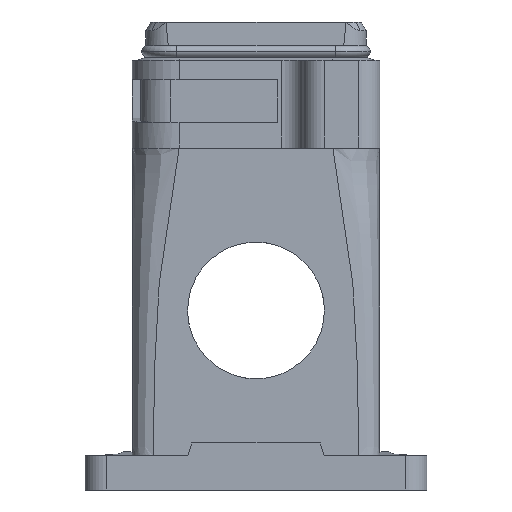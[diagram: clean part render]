
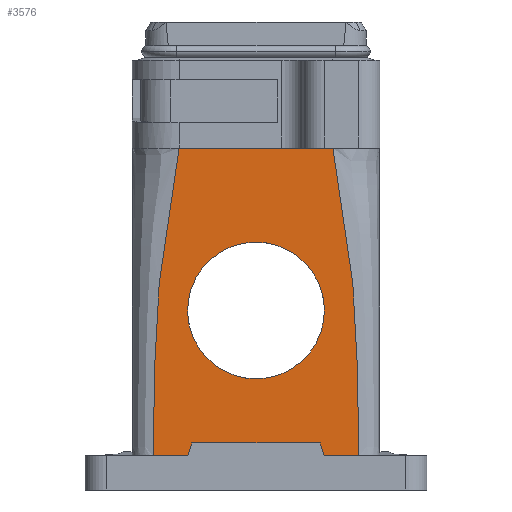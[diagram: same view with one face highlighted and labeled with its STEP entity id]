
A CAD part, front view. The second image highlights one B-rep face of the part: STEP entity #3576.
In plain terms, the highlighted planar face has unit normal (0, -1, 0).
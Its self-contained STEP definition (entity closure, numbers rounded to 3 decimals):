
#3289=AXIS2_PLACEMENT_3D('Circle Axis2P3D',#3287,#3288,$) ;
#3477=AXIS2_PLACEMENT_3D('Plane Axis2P3D',#3474,#3475,#3476) ;
#3569=AXIS2_PLACEMENT_3D('Circle Axis2P3D',#3567,#3568,$) ;
#2641=CARTESIAN_POINT('Vertex',(16.,29.5,8.)) ;
#2645=CARTESIAN_POINT('Control Point',(22.,29.5,80.)) ;
#2646=CARTESIAN_POINT('Control Point',(22.,29.5,79.692)) ;
#2647=CARTESIAN_POINT('Control Point',(22.,29.5,79.387)) ;
#2648=CARTESIAN_POINT('Control Point',(21.999,29.5,79.098)) ;
#2649=CARTESIAN_POINT('Control Point',(21.993,29.5,78.474)) ;
#2650=CARTESIAN_POINT('Control Point',(21.978,29.5,77.849)) ;
#2651=CARTESIAN_POINT('Control Point',(21.967,29.5,77.532)) ;
#2652=CARTESIAN_POINT('Control Point',(21.9,29.5,76.111)) ;
#2653=CARTESIAN_POINT('Control Point',(21.752,29.5,74.694)) ;
#2654=CARTESIAN_POINT('Control Point',(21.578,29.5,73.597)) ;
#2655=CARTESIAN_POINT('Control Point',(21.17,29.5,71.575)) ;
#2656=CARTESIAN_POINT('Control Point',(20.67,29.5,69.567)) ;
#2657=CARTESIAN_POINT('Control Point',(20.431,29.5,68.644)) ;
#2658=CARTESIAN_POINT('Control Point',(19.976,29.5,66.856)) ;
#2659=CARTESIAN_POINT('Control Point',(19.567,29.5,65.061)) ;
#2660=CARTESIAN_POINT('Control Point',(19.386,29.5,64.191)) ;
#2661=CARTESIAN_POINT('Control Point',(19.126,29.5,62.781)) ;
#2662=CARTESIAN_POINT('Control Point',(18.895,29.5,61.369)) ;
#2663=CARTESIAN_POINT('Control Point',(18.816,29.5,60.875)) ;
#2664=CARTESIAN_POINT('Control Point',(18.652,29.5,59.807)) ;
#2665=CARTESIAN_POINT('Control Point',(18.499,29.5,58.737)) ;
#2666=CARTESIAN_POINT('Control Point',(18.426,29.5,58.206)) ;
#2667=CARTESIAN_POINT('Control Point',(17.469,29.5,51.049)) ;
#2668=CARTESIAN_POINT('Control Point',(16.927,29.5,43.855)) ;
#2669=CARTESIAN_POINT('Control Point',(16.528,29.5,37.157)) ;
#2670=CARTESIAN_POINT('Control Point',(16.152,29.5,27.47)) ;
#2671=CARTESIAN_POINT('Control Point',(16.022,29.5,17.78)) ;
#2672=CARTESIAN_POINT('Control Point',(16.003,29.5,14.755)) ;
#2673=CARTESIAN_POINT('Control Point',(16.,29.5,11.607)) ;
#2674=CARTESIAN_POINT('Control Point',(16.,29.5,8.458)) ;
#2675=CARTESIAN_POINT('Control Point',(16.,29.5,8.322)) ;
#2676=CARTESIAN_POINT('Control Point',(16.,29.5,8.17)) ;
#2677=CARTESIAN_POINT('Control Point',(16.,29.5,8.)) ;
#2678=CARTESIAN_POINT('Vertex',(22.,29.499,80.)) ;
#3284=CARTESIAN_POINT('Vertex',(25.959,29.5,49.671)) ;
#3287=CARTESIAN_POINT('Axis2P3D Location',(40.,29.5,42.)) ;
#3291=CARTESIAN_POINT('Vertex',(54.041,29.5,34.329)) ;
#3435=CARTESIAN_POINT('Vertex',(24.063,29.5,8.)) ;
#3438=CARTESIAN_POINT('Line Origine',(20.031,29.5,8.)) ;
#3474=CARTESIAN_POINT('Axis2P3D Location',(69.,29.5,8.)) ;
#3479=CARTESIAN_POINT('Line Origine',(24.531,29.5,9.5)) ;
#3483=CARTESIAN_POINT('Vertex',(25.,29.5,11.)) ;
#3486=CARTESIAN_POINT('Line Origine',(40.,29.5,11.)) ;
#3490=CARTESIAN_POINT('Vertex',(55.,29.5,11.)) ;
#3493=CARTESIAN_POINT('Line Origine',(55.469,29.5,9.5)) ;
#3497=CARTESIAN_POINT('Vertex',(55.938,29.5,8.)) ;
#3500=CARTESIAN_POINT('Line Origine',(59.969,29.5,8.)) ;
#3504=CARTESIAN_POINT('Vertex',(64.,29.5,8.)) ;
#3508=CARTESIAN_POINT('Control Point',(58.,29.5,80.)) ;
#3509=CARTESIAN_POINT('Control Point',(58.,29.5,79.692)) ;
#3510=CARTESIAN_POINT('Control Point',(58.,29.5,79.387)) ;
#3511=CARTESIAN_POINT('Control Point',(58.001,29.5,79.098)) ;
#3512=CARTESIAN_POINT('Control Point',(58.007,29.5,78.474)) ;
#3513=CARTESIAN_POINT('Control Point',(58.022,29.5,77.849)) ;
#3514=CARTESIAN_POINT('Control Point',(58.033,29.5,77.532)) ;
#3515=CARTESIAN_POINT('Control Point',(58.1,29.5,76.111)) ;
#3516=CARTESIAN_POINT('Control Point',(58.248,29.5,74.694)) ;
#3517=CARTESIAN_POINT('Control Point',(58.422,29.5,73.597)) ;
#3518=CARTESIAN_POINT('Control Point',(58.83,29.5,71.575)) ;
#3519=CARTESIAN_POINT('Control Point',(59.33,29.5,69.567)) ;
#3520=CARTESIAN_POINT('Control Point',(59.569,29.5,68.644)) ;
#3521=CARTESIAN_POINT('Control Point',(60.024,29.5,66.856)) ;
#3522=CARTESIAN_POINT('Control Point',(60.433,29.5,65.061)) ;
#3523=CARTESIAN_POINT('Control Point',(60.614,29.5,64.191)) ;
#3524=CARTESIAN_POINT('Control Point',(60.874,29.5,62.781)) ;
#3525=CARTESIAN_POINT('Control Point',(61.105,29.5,61.369)) ;
#3526=CARTESIAN_POINT('Control Point',(61.184,29.5,60.875)) ;
#3527=CARTESIAN_POINT('Control Point',(61.348,29.5,59.807)) ;
#3528=CARTESIAN_POINT('Control Point',(61.501,29.5,58.737)) ;
#3529=CARTESIAN_POINT('Control Point',(61.574,29.5,58.206)) ;
#3530=CARTESIAN_POINT('Control Point',(62.531,29.5,51.049)) ;
#3531=CARTESIAN_POINT('Control Point',(63.073,29.5,43.855)) ;
#3532=CARTESIAN_POINT('Control Point',(63.472,29.5,37.157)) ;
#3533=CARTESIAN_POINT('Control Point',(63.848,29.5,27.47)) ;
#3534=CARTESIAN_POINT('Control Point',(63.978,29.5,17.78)) ;
#3535=CARTESIAN_POINT('Control Point',(63.997,29.5,14.755)) ;
#3536=CARTESIAN_POINT('Control Point',(64.,29.5,11.607)) ;
#3537=CARTESIAN_POINT('Control Point',(64.,29.5,8.458)) ;
#3538=CARTESIAN_POINT('Control Point',(64.,29.5,8.322)) ;
#3539=CARTESIAN_POINT('Control Point',(64.,29.5,8.17)) ;
#3540=CARTESIAN_POINT('Control Point',(64.,29.5,8.)) ;
#3541=CARTESIAN_POINT('Vertex',(58.,29.5,80.)) ;
#3544=CARTESIAN_POINT('Line Origine',(52.,29.5,80.)) ;
#3548=CARTESIAN_POINT('Vertex',(46.,29.499,80.)) ;
#3551=CARTESIAN_POINT('Line Origine',(34.,29.5,80.)) ;
#3567=CARTESIAN_POINT('Axis2P3D Location',(40.,29.5,42.)) ;
#3288=DIRECTION('Axis2P3D Direction',(-0.,1.,0.)) ;
#3439=DIRECTION('Vector Direction',(-1.,0.,0.)) ;
#3475=DIRECTION('Axis2P3D Direction',(0.,1.,0.)) ;
#3476=DIRECTION('Axis2P3D XDirection',(-1.,0.,0.)) ;
#3480=DIRECTION('Vector Direction',(0.298,0.,0.954)) ;
#3487=DIRECTION('Vector Direction',(1.,0.,0.)) ;
#3494=DIRECTION('Vector Direction',(-0.298,0.,0.954)) ;
#3501=DIRECTION('Vector Direction',(-1.,0.,0.)) ;
#3545=DIRECTION('Vector Direction',(-1.,0.,0.)) ;
#3552=DIRECTION('Vector Direction',(-1.,0.,0.)) ;
#3568=DIRECTION('Axis2P3D Direction',(0.,1.,0.)) ;
#3440=VECTOR('Line Direction',#3439,1.) ;
#3481=VECTOR('Line Direction',#3480,1.) ;
#3488=VECTOR('Line Direction',#3487,1.) ;
#3495=VECTOR('Line Direction',#3494,1.) ;
#3502=VECTOR('Line Direction',#3501,1.) ;
#3546=VECTOR('Line Direction',#3545,1.) ;
#3553=VECTOR('Line Direction',#3552,1.) ;
#3557=ORIENTED_EDGE('',*,*,#2680,.F.) ;
#3558=ORIENTED_EDGE('',*,*,#3442,.T.) ;
#3559=ORIENTED_EDGE('',*,*,#3485,.T.) ;
#3560=ORIENTED_EDGE('',*,*,#3492,.T.) ;
#3561=ORIENTED_EDGE('',*,*,#3499,.F.) ;
#3562=ORIENTED_EDGE('',*,*,#3506,.T.) ;
#3563=ORIENTED_EDGE('',*,*,#3543,.T.) ;
#3564=ORIENTED_EDGE('',*,*,#3550,.F.) ;
#3565=ORIENTED_EDGE('',*,*,#3555,.F.) ;
#3573=ORIENTED_EDGE('',*,*,#3571,.T.) ;
#3574=ORIENTED_EDGE('',*,*,#3293,.T.) ;
#3575=FACE_BOUND('',#3572,.T.) ;
#3576=ADVANCED_FACE('Housing',(#3566,#3575),#3478,.F.) ;
#2644=B_SPLINE_CURVE_WITH_KNOTS('',5,(#2645,#2646,#2647,#2648,#2649,#2650,#2651,#2652,#2653,#2654,#2655,#2656,#2657,#2658,#2659,#2660,#2661,#2662,#2663,#2664,#2665,#2666,#2667,#2668,#2669,#2670,#2671,#2672,#2673,#2674,#2675,#2676,#2677),.UNSPECIFIED.,.F.,.U.,(6,3,3,3,3,3,3,3,3,3,6),(24.942,27.609,30.353,39.921,48.093,55.732,60.435,65.06,122.789,148.983,150.058),.UNSPECIFIED.) ;
#3507=B_SPLINE_CURVE_WITH_KNOTS('',5,(#3508,#3509,#3510,#3511,#3512,#3513,#3514,#3515,#3516,#3517,#3518,#3519,#3520,#3521,#3522,#3523,#3524,#3525,#3526,#3527,#3528,#3529,#3530,#3531,#3532,#3533,#3534,#3535,#3536,#3537,#3538,#3539,#3540),.UNSPECIFIED.,.F.,.U.,(6,3,3,3,3,3,3,3,3,3,6),(24.942,27.609,30.353,39.921,48.093,55.732,60.435,65.06,122.789,148.983,150.058),.UNSPECIFIED.) ;
#3290=CIRCLE('generated circle',#3289,16.) ;
#3570=CIRCLE('generated circle',#3569,16.) ;
#2680=EDGE_CURVE('',#2642,#2679,#2644,.F.) ;
#3293=EDGE_CURVE('',#3292,#3285,#3290,.T.) ;
#3442=EDGE_CURVE('',#2642,#3436,#3441,.F.) ;
#3485=EDGE_CURVE('',#3436,#3484,#3482,.T.) ;
#3492=EDGE_CURVE('',#3484,#3491,#3489,.T.) ;
#3499=EDGE_CURVE('',#3498,#3491,#3496,.T.) ;
#3506=EDGE_CURVE('',#3498,#3505,#3503,.F.) ;
#3543=EDGE_CURVE('',#3505,#3542,#3507,.F.) ;
#3550=EDGE_CURVE('',#3549,#3542,#3547,.F.) ;
#3555=EDGE_CURVE('',#2679,#3549,#3554,.F.) ;
#3571=EDGE_CURVE('',#3285,#3292,#3570,.T.) ;
#3556=EDGE_LOOP('',(#3557,#3558,#3559,#3560,#3561,#3562,#3563,#3564,#3565)) ;
#3572=EDGE_LOOP('',(#3573,#3574)) ;
#3566=FACE_OUTER_BOUND('',#3556,.T.) ;
#3441=LINE('Line',#3438,#3440) ;
#3482=LINE('Line',#3479,#3481) ;
#3489=LINE('Line',#3486,#3488) ;
#3496=LINE('Line',#3493,#3495) ;
#3503=LINE('Line',#3500,#3502) ;
#3547=LINE('Line',#3544,#3546) ;
#3554=LINE('Line',#3551,#3553) ;
#3478=PLANE('',#3477) ;
#2642=VERTEX_POINT('',#2641) ;
#2679=VERTEX_POINT('',#2678) ;
#3285=VERTEX_POINT('',#3284) ;
#3292=VERTEX_POINT('',#3291) ;
#3436=VERTEX_POINT('',#3435) ;
#3484=VERTEX_POINT('',#3483) ;
#3491=VERTEX_POINT('',#3490) ;
#3498=VERTEX_POINT('',#3497) ;
#3505=VERTEX_POINT('',#3504) ;
#3542=VERTEX_POINT('',#3541) ;
#3549=VERTEX_POINT('',#3548) ;
